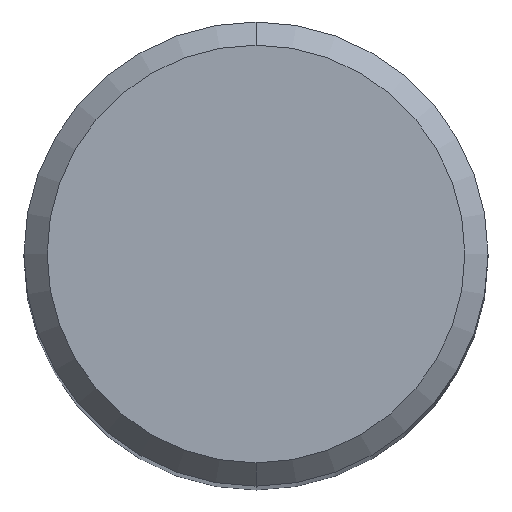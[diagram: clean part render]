
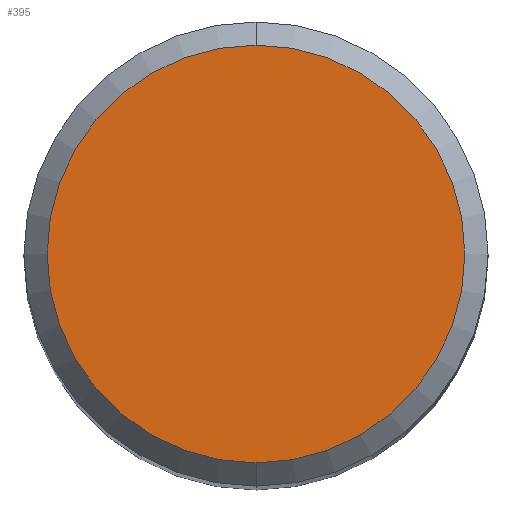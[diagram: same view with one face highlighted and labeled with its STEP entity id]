
A CAD part, top view. The second image highlights one B-rep face of the part: STEP entity #395.
In plain terms, the highlighted planar face has unit normal (0, 0, 1).
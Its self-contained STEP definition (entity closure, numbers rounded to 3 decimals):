
#197=EDGE_CURVE('',#265,#393,#506,.T.);
#245=EDGE_CURVE('',#393,#265,#560,.T.);
#265=VERTEX_POINT('',#580);
#393=VERTEX_POINT('',#720);
#395=ADVANCED_FACE('',(#722),#723,.T.);
#506=CIRCLE('',#857,3.6);
#560=CIRCLE('',#925,3.6);
#580=CARTESIAN_POINT('',(0.0,3.6,0.));
#720=CARTESIAN_POINT('',(0.,-3.6,0.));
#722=FACE_OUTER_BOUND('',#1282,.T.);
#723=PLANE('',#1283);
#857=AXIS2_PLACEMENT_3D('',#1478,#1479,#1480);
#925=AXIS2_PLACEMENT_3D('',#1554,#1555,#1556);
#1282=EDGE_LOOP('',(#1717,#1718));
#1283=AXIS2_PLACEMENT_3D('',#1719,#1720,#1721);
#1478=CARTESIAN_POINT('',(0.0,0.0,0.));
#1479=DIRECTION('',(0.0,0.0,-1.0));
#1480=DIRECTION('',(0.0,1.0,0.0));
#1554=CARTESIAN_POINT('',(0.0,0.0,0.));
#1555=DIRECTION('',(0.0,0.0,-1.0));
#1556=DIRECTION('',(0.0,1.0,0.0));
#1717=ORIENTED_EDGE('',*,*,#197,.F.);
#1718=ORIENTED_EDGE('',*,*,#245,.F.);
#1719=CARTESIAN_POINT('',(0.0,1.8,0.));
#1720=DIRECTION('',(-0.0,0.0,1.0));
#1721=DIRECTION('',(0.0,-1.0,0.0));
